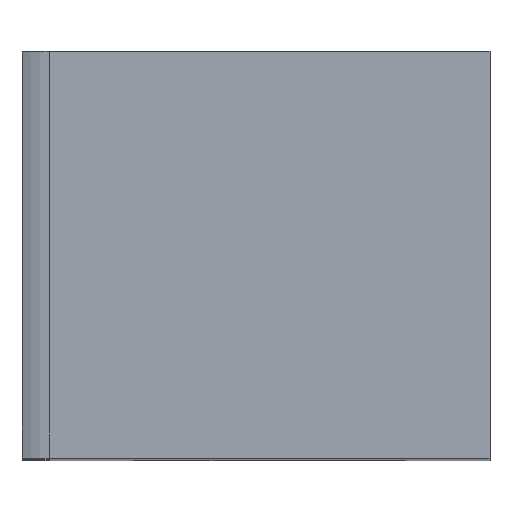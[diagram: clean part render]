
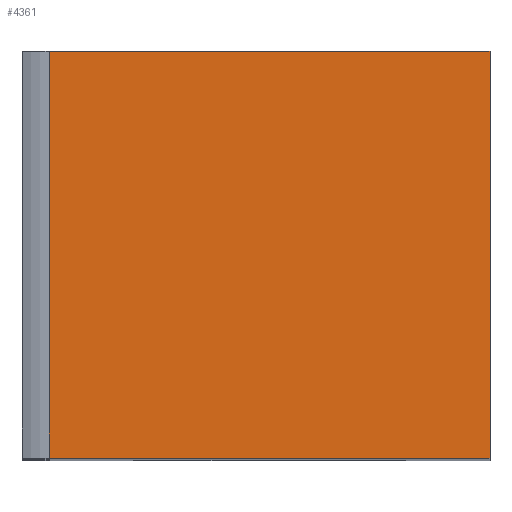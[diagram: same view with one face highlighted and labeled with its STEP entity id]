
A CAD part, top view. The second image highlights one B-rep face of the part: STEP entity #4361.
In plain terms, the highlighted planar face has unit normal (0, 0, 1).
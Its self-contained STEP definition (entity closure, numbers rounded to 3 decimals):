
#133=PLANE('',#4803);
#350=FACE_OUTER_BOUND('',#571,.T.);
#571=EDGE_LOOP('',(#3827,#3828,#3829,#3830));
#702=LINE('',#6523,#1148);
#1017=LINE('',#7383,#1463);
#1018=LINE('',#7386,#1464);
#1019=LINE('',#7387,#1465);
#1148=VECTOR('',#5142,10.);
#1463=VECTOR('',#6081,10.);
#1464=VECTOR('',#6084,10.);
#1465=VECTOR('',#6085,10.);
#1865=VERTEX_POINT('',#6520);
#1866=VERTEX_POINT('',#6522);
#2099=VERTEX_POINT('',#7381);
#2100=VERTEX_POINT('',#7385);
#2313=EDGE_CURVE('',#1865,#1866,#702,.T.);
#2744=EDGE_CURVE('',#2099,#1866,#1017,.T.);
#2745=EDGE_CURVE('',#2100,#2099,#1018,.T.);
#2746=EDGE_CURVE('',#2100,#1865,#1019,.T.);
#3827=ORIENTED_EDGE('',*,*,#2745,.T.);
#3828=ORIENTED_EDGE('',*,*,#2744,.T.);
#3829=ORIENTED_EDGE('',*,*,#2313,.F.);
#3830=ORIENTED_EDGE('',*,*,#2746,.F.);
#4361=ADVANCED_FACE('',(#350),#133,.T.);
#4803=AXIS2_PLACEMENT_3D('',#7384,#6082,#6083);
#5142=DIRECTION('',(1.,0.,0.));
#6081=DIRECTION('',(0.,1.,0.));
#6082=DIRECTION('center_axis',(0.,0.,1.));
#6083=DIRECTION('ref_axis',(1.,0.,0.));
#6084=DIRECTION('',(1.,0.,0.));
#6085=DIRECTION('',(0.,1.,0.));
#6520=CARTESIAN_POINT('',(2.,30.,0.));
#6522=CARTESIAN_POINT('',(34.5,30.,0.));
#6523=CARTESIAN_POINT('',(0.,30.,0.));
#7381=CARTESIAN_POINT('',(34.5,0.,0.));
#7383=CARTESIAN_POINT('',(34.5,0.,0.));
#7384=CARTESIAN_POINT('Origin',(2.,0.,0.));
#7385=CARTESIAN_POINT('',(2.,0.,0.));
#7386=CARTESIAN_POINT('',(0.,0.,0.));
#7387=CARTESIAN_POINT('',(2.,0.,0.));
